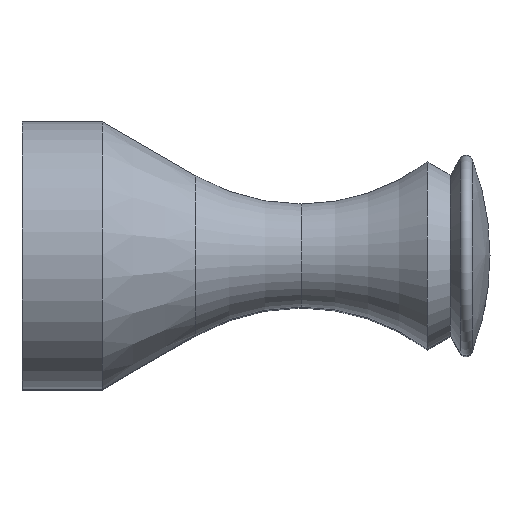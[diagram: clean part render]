
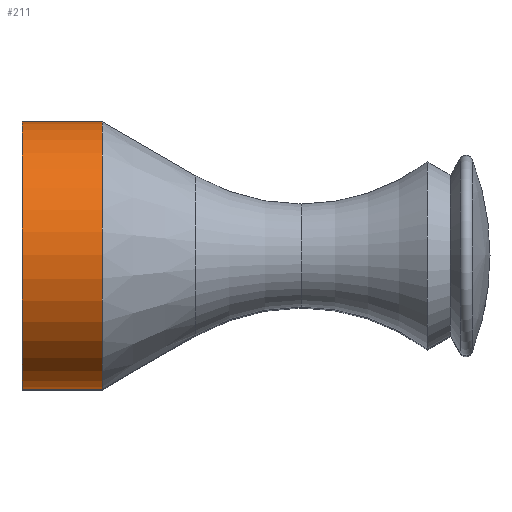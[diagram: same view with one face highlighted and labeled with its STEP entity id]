
A CAD part, top view. The second image highlights one B-rep face of the part: STEP entity #211.
In plain terms, the highlighted cylindrical face has radius 10 mm (diameter 20 mm), a partial arc.
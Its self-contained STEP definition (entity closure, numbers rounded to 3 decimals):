
#3 = DIRECTION ( 'NONE',  ( -1., 0., 0. ) ) ;
#6 = CARTESIAN_POINT ( 'NONE',  ( 0., -10., 0. ) ) ;
#8 = EDGE_CURVE ( 'NONE', #194, #68, #418, .T. ) ;
#39 = AXIS2_PLACEMENT_3D ( 'NONE', #447, #251, #448 ) ;
#46 = VECTOR ( 'NONE', #3, 1000. ) ;
#68 = VERTEX_POINT ( 'NONE', #234 ) ;
#83 = DIRECTION ( 'NONE',  ( -1., 0., 0. ) ) ;
#88 = DIRECTION ( 'NONE',  ( -1., 0., 0. ) ) ;
#90 = AXIS2_PLACEMENT_3D ( 'NONE', #469, #83, #470 ) ;
#125 = CIRCLE ( 'NONE', #377, 10. ) ;
#130 = CARTESIAN_POINT ( 'NONE',  ( 0., 10., 0. ) ) ;
#143 = VERTEX_POINT ( 'NONE', #130 ) ;
#145 = ORIENTED_EDGE ( 'NONE', *, *, #226, .F. ) ;
#163 = LINE ( 'NONE', #361, #46 ) ;
#172 = CYLINDRICAL_SURFACE ( 'NONE', #39, 10. ) ;
#184 = ORIENTED_EDGE ( 'NONE', *, *, #8, .T. ) ;
#194 = VERTEX_POINT ( 'NONE', #289 ) ;
#197 = VECTOR ( 'NONE', #88, 1000. ) ;
#204 = LINE ( 'NONE', #6, #197 ) ;
#211 = ADVANCED_FACE ( 'NONE', ( #253 ), #172, .T. ) ;
#226 = EDGE_CURVE ( 'NONE', #319, #143, #125, .T. ) ;
#234 = CARTESIAN_POINT ( 'NONE',  ( 6., 10., 0. ) ) ;
#251 = DIRECTION ( 'NONE',  ( -1., 0., 0. ) ) ;
#253 = FACE_OUTER_BOUND ( 'NONE', #376, .T. ) ;
#288 = DIRECTION ( 'NONE',  ( -1., 0., 0. ) ) ;
#289 = CARTESIAN_POINT ( 'NONE',  ( 6., -10., 0. ) ) ;
#305 = ORIENTED_EDGE ( 'NONE', *, *, #429, .F. ) ;
#319 = VERTEX_POINT ( 'NONE', #371 ) ;
#361 = CARTESIAN_POINT ( 'NONE',  ( 0., 10., 0. ) ) ;
#371 = CARTESIAN_POINT ( 'NONE',  ( 0., -10., 0. ) ) ;
#376 = EDGE_LOOP ( 'NONE', ( #184, #462, #145, #305 ) ) ;
#377 = AXIS2_PLACEMENT_3D ( 'NONE', #491, #288, #412 ) ;
#412 = DIRECTION ( 'NONE',  ( 0., -1., 0. ) ) ;
#418 = CIRCLE ( 'NONE', #90, 10. ) ;
#429 = EDGE_CURVE ( 'NONE', #194, #319, #204, .T. ) ;
#437 = EDGE_CURVE ( 'NONE', #68, #143, #163, .T. ) ;
#447 = CARTESIAN_POINT ( 'NONE',  ( 0., 0., 0. ) ) ;
#448 = DIRECTION ( 'NONE',  ( 0., -1., 0. ) ) ;
#462 = ORIENTED_EDGE ( 'NONE', *, *, #437, .T. ) ;
#469 = CARTESIAN_POINT ( 'NONE',  ( 6., 0., 0. ) ) ;
#470 = DIRECTION ( 'NONE',  ( 0., -1., 0. ) ) ;
#491 = CARTESIAN_POINT ( 'NONE',  ( 0., 0., 0. ) ) ;
